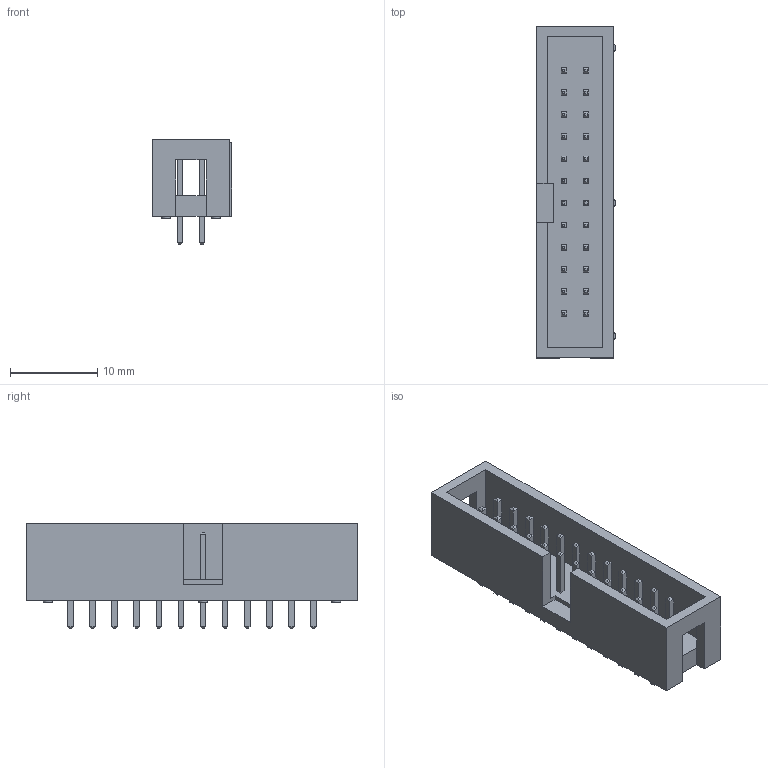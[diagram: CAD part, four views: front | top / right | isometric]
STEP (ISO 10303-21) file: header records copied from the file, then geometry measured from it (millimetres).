
FILE_DESCRIPTION(/* description */ (''),/* implementation_level */ '2;1');
FILE_NAME(/* name */ 'IDC-Header_2x12_P2.54mm_Vertical.step',/* time_stamp */ '2024-07-17T17:38:47+02:00',/* author */ (''),/* organization */ (''),/* preprocessor_version */ 'ST-DEVELOPER v20',/* originating_system */ 'Autodesk Translation Framework v13.14.0.145',/* authorisation */ '');
FILE_SCHEMA (('AUTOMOTIVE_DESIGN { 1 0 10303 214 3 1 1 }'));
Length unit declared in the file: millimetre
Products named in the file (2): IDC-Header_2x12_P2.54mm_Vertical; IDC-Header_2x13_P2.54mm_Vertical v1
Assembly tree (1 placements, depth 2):
  IDC-Header_2x12_P2.54mm_Vertical
    IDC-Header_2x13_P2.54mm_Vertical v1
Bounding box: 9.1 x 38.14 x 12.1 mm (x, y, z)
Volume: 1501.6 mm3; surface area: 2510.5 mm2
Topology: 1 solids, 1 shells, 474 faces, 1074 edges, 652 vertices
Faces by surface type: plane 465, cylinder 9
Full cylindrical faces by diameter (mm): 1 x6
Entity records: 13289 total; most frequent: CARTESIAN_POINT 2203, ORIENTED_EDGE 2148, DIRECTION 2046, EDGE_CURVE 1074, LINE 1056, VECTOR 1056, VERTEX_POINT 652, EDGE_LOOP 528
